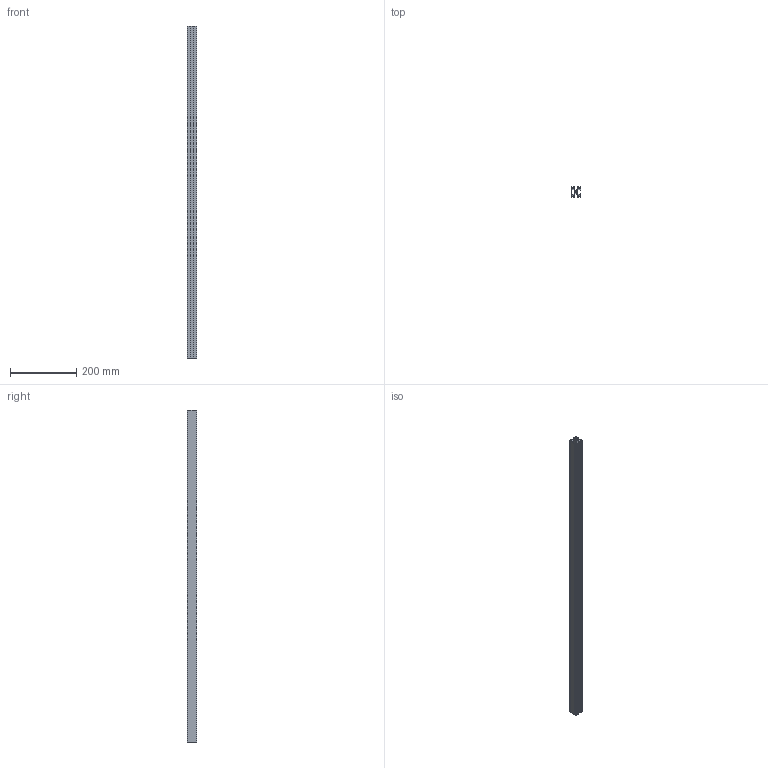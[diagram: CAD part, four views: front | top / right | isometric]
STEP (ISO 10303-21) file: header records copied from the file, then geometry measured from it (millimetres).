
FILE_DESCRIPTION(/* description */ (''),/* implementation_level */ '2;1');
FILE_NAME(/* name */ '91020_KriTec_Profil_8_30x30_1N.stp',/* time_stamp */ '2020-09-02T15:16:06+02:00',/* author */ ('Nell'),/* organization */ (''),/* preprocessor_version */ 'ST-DEVELOPER v17',/* originating_system */ 'Autodesk Inventor 2018',/* authorisation */ '');
FILE_SCHEMA (('AUTOMOTIVE_DESIGN { 1 0 10303 214 3 1 1 }'));
Length unit declared in the file: millimetre
Products named in the file (1): 91020_KriTec_Profil_8_30x30_1N
Bounding box: 30 x 30 x 1000 mm (x, y, z)
Volume: 332170.1 mm3; surface area: 351660 mm2
Topology: 1 solids, 1 shells, 94 faces, 276 edges, 184 vertices
Faces by surface type: plane 82, cylinder 12
Entity records: 3147 total; most frequent: CARTESIAN_POINT 555, ORIENTED_EDGE 552, DIRECTION 490, EDGE_CURVE 276, LINE 252, VECTOR 252, VERTEX_POINT 184, AXIS2_PLACEMENT_3D 119
